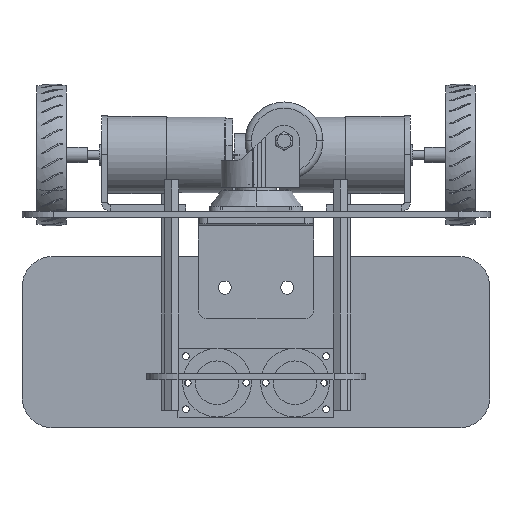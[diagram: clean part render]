
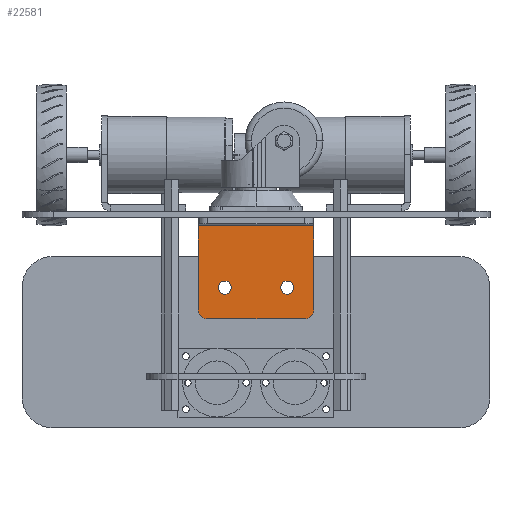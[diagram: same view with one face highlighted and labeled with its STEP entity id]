
A CAD part, front view. The second image highlights one B-rep face of the part: STEP entity #22581.
In plain terms, the highlighted face is planar.
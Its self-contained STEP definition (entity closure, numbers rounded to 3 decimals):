
#411 = PLANE ( 'NONE',  #13083 ) ;
#547 = CARTESIAN_POINT ( 'NONE',  ( 15.5, 30.5, 11.75 ) ) ;
#785 = DIRECTION ( 'NONE',  ( -1., 0., 0. ) ) ;
#1127 = EDGE_CURVE ( 'NONE', #6886, #12290, #1506, .T. ) ;
#1399 = AXIS2_PLACEMENT_3D ( 'NONE', #27655, #21084, #19158 ) ;
#1470 = CARTESIAN_POINT ( 'NONE',  ( 15.5, 27.5, 11.75 ) ) ;
#1506 = CIRCLE ( 'NONE', #15463, 2.1 ) ;
#1621 = AXIS2_PLACEMENT_3D ( 'NONE', #22155, #4094, #28568 ) ;
#2038 = DIRECTION ( 'NONE',  ( 0., 0., -1. ) ) ;
#2525 = AXIS2_PLACEMENT_3D ( 'NONE', #4564, #15627, #22327 ) ;
#2614 = CARTESIAN_POINT ( 'NONE',  ( -15.5, 27.5, 11.75 ) ) ;
#2815 = CARTESIAN_POINT ( 'NONE',  ( 10., 20.5, 11.75 ) ) ;
#3446 = VECTOR ( 'NONE', #6220, 1000. ) ;
#3746 = CARTESIAN_POINT ( 'NONE',  ( -15.5, 30.5, 11.75 ) ) ;
#3928 = CARTESIAN_POINT ( 'NONE',  ( -10., 20.5, 11.75 ) ) ;
#4094 = DIRECTION ( 'NONE',  ( 0., 0., 1. ) ) ;
#4476 = CARTESIAN_POINT ( 'NONE',  ( -18.5, 0.737, 11.75 ) ) ;
#4564 = CARTESIAN_POINT ( 'NONE',  ( 10., 20.5, 11.75 ) ) ;
#6123 = LINE ( 'NONE', #22150, #10376 ) ;
#6220 = DIRECTION ( 'NONE',  ( 1., 0., 0. ) ) ;
#6650 = ORIENTED_EDGE ( 'NONE', *, *, #16328, .T. ) ;
#6886 = VERTEX_POINT ( 'NONE', #19024 ) ;
#6984 = VERTEX_POINT ( 'NONE', #3746 ) ;
#7055 = DIRECTION ( 'NONE',  ( 0., 0., 1. ) ) ;
#7990 = CARTESIAN_POINT ( 'NONE',  ( -15.5, 30.5, 11.75 ) ) ;
#8482 = EDGE_CURVE ( 'NONE', #27349, #10353, #17481, .T. ) ;
#8765 = LINE ( 'NONE', #12849, #20859 ) ;
#8935 = CARTESIAN_POINT ( 'NONE',  ( -18.5, 0.737, 11.75 ) ) ;
#9016 = CARTESIAN_POINT ( 'NONE',  ( 12.1, 20.5, 11.75 ) ) ;
#9030 = EDGE_CURVE ( 'NONE', #10353, #6984, #10182, .T. ) ;
#9921 = ORIENTED_EDGE ( 'NONE', *, *, #16894, .F. ) ;
#10182 = LINE ( 'NONE', #7990, #14724 ) ;
#10220 = ORIENTED_EDGE ( 'NONE', *, *, #1127, .T. ) ;
#10353 = VERTEX_POINT ( 'NONE', #547 ) ;
#10376 = VECTOR ( 'NONE', #17480, 1000. ) ;
#10535 = CARTESIAN_POINT ( 'NONE',  ( -12.1, 20.5, 11.75 ) ) ;
#10931 = DIRECTION ( 'NONE',  ( -1., 0., 0. ) ) ;
#11584 = CARTESIAN_POINT ( 'NONE',  ( 18.5, 27.5, 11.75 ) ) ;
#11662 = EDGE_LOOP ( 'NONE', ( #10220, #20390 ) ) ;
#11908 = EDGE_CURVE ( 'NONE', #17140, #13806, #8765, .T. ) ;
#12290 = VERTEX_POINT ( 'NONE', #9016 ) ;
#12849 = CARTESIAN_POINT ( 'NONE',  ( -18.5, 0., 11.75 ) ) ;
#13083 = AXIS2_PLACEMENT_3D ( 'NONE', #2614, #2038, #10931 ) ;
#13254 = FACE_OUTER_BOUND ( 'NONE', #17402, .T. ) ;
#13402 = FACE_BOUND ( 'NONE', #11662, .T. ) ;
#13405 = EDGE_CURVE ( 'NONE', #21815, #23657, #20953, .T. ) ;
#13427 = DIRECTION ( 'NONE',  ( 0., -1., 0. ) ) ;
#13806 = VERTEX_POINT ( 'NONE', #8935 ) ;
#14147 = AXIS2_PLACEMENT_3D ( 'NONE', #3928, #19195, #14989 ) ;
#14189 = CARTESIAN_POINT ( 'NONE',  ( 18.5, 0.737, 11.75 ) ) ;
#14308 = ORIENTED_EDGE ( 'NONE', *, *, #8482, .F. ) ;
#14724 = VECTOR ( 'NONE', #25776, 1000. ) ;
#14969 = ORIENTED_EDGE ( 'NONE', *, *, #13405, .T. ) ;
#14989 = DIRECTION ( 'NONE',  ( -1., 0., 0. ) ) ;
#15463 = AXIS2_PLACEMENT_3D ( 'NONE', #2815, #7055, #785 ) ;
#15627 = DIRECTION ( 'NONE',  ( 0., 0., 1. ) ) ;
#16094 = AXIS2_PLACEMENT_3D ( 'NONE', #1470, #25814, #17064 ) ;
#16186 = ORIENTED_EDGE ( 'NONE', *, *, #28196, .F. ) ;
#16328 = EDGE_CURVE ( 'NONE', #23657, #21815, #26712, .T. ) ;
#16894 = EDGE_CURVE ( 'NONE', #13806, #18024, #22239, .T. ) ;
#16963 = CIRCLE ( 'NONE', #1621, 3. ) ;
#17064 = DIRECTION ( 'NONE',  ( -1., 0., 0. ) ) ;
#17140 = VERTEX_POINT ( 'NONE', #28759 ) ;
#17402 = EDGE_LOOP ( 'NONE', ( #18463, #9921, #28550, #16186, #23049, #14308 ) ) ;
#17408 = CIRCLE ( 'NONE', #2525, 2.1 ) ;
#17480 = DIRECTION ( 'NONE',  ( 0., 1., 0. ) ) ;
#17481 = CIRCLE ( 'NONE', #16094, 3. ) ;
#18024 = VERTEX_POINT ( 'NONE', #14189 ) ;
#18463 = ORIENTED_EDGE ( 'NONE', *, *, #26672, .F. ) ;
#19024 = CARTESIAN_POINT ( 'NONE',  ( 7.9, 20.5, 11.75 ) ) ;
#19158 = DIRECTION ( 'NONE',  ( -1., 0., 0. ) ) ;
#19195 = DIRECTION ( 'NONE',  ( 0., 0., 1. ) ) ;
#19415 = EDGE_LOOP ( 'NONE', ( #6650, #14969 ) ) ;
#20390 = ORIENTED_EDGE ( 'NONE', *, *, #27719, .T. ) ;
#20859 = VECTOR ( 'NONE', #13427, 1000. ) ;
#20937 = CARTESIAN_POINT ( 'NONE',  ( -7.9, 20.5, 11.75 ) ) ;
#20953 = CIRCLE ( 'NONE', #1399, 2.1 ) ;
#21084 = DIRECTION ( 'NONE',  ( 0., 0., 1. ) ) ;
#21815 = VERTEX_POINT ( 'NONE', #20937 ) ;
#22150 = CARTESIAN_POINT ( 'NONE',  ( 18.5, 27.5, 11.75 ) ) ;
#22155 = CARTESIAN_POINT ( 'NONE',  ( -15.5, 27.5, 11.75 ) ) ;
#22239 = LINE ( 'NONE', #4476, #3446 ) ;
#22327 = DIRECTION ( 'NONE',  ( -1., 0., 0. ) ) ;
#22581 = ADVANCED_FACE ( 'NONE', ( #24334, #13402, #13254 ), #411, .T. ) ;
#23049 = ORIENTED_EDGE ( 'NONE', *, *, #9030, .F. ) ;
#23657 = VERTEX_POINT ( 'NONE', #10535 ) ;
#24334 = FACE_BOUND ( 'NONE', #19415, .T. ) ;
#25776 = DIRECTION ( 'NONE',  ( -1., 0., 0. ) ) ;
#25814 = DIRECTION ( 'NONE',  ( 0., 0., 1. ) ) ;
#26672 = EDGE_CURVE ( 'NONE', #18024, #27349, #6123, .T. ) ;
#26712 = CIRCLE ( 'NONE', #14147, 2.1 ) ;
#27349 = VERTEX_POINT ( 'NONE', #11584 ) ;
#27655 = CARTESIAN_POINT ( 'NONE',  ( -10., 20.5, 11.75 ) ) ;
#27719 = EDGE_CURVE ( 'NONE', #12290, #6886, #17408, .T. ) ;
#28196 = EDGE_CURVE ( 'NONE', #6984, #17140, #16963, .T. ) ;
#28550 = ORIENTED_EDGE ( 'NONE', *, *, #11908, .F. ) ;
#28568 = DIRECTION ( 'NONE',  ( -1., 0., 0. ) ) ;
#28759 = CARTESIAN_POINT ( 'NONE',  ( -18.5, 27.5, 11.75 ) ) ;
